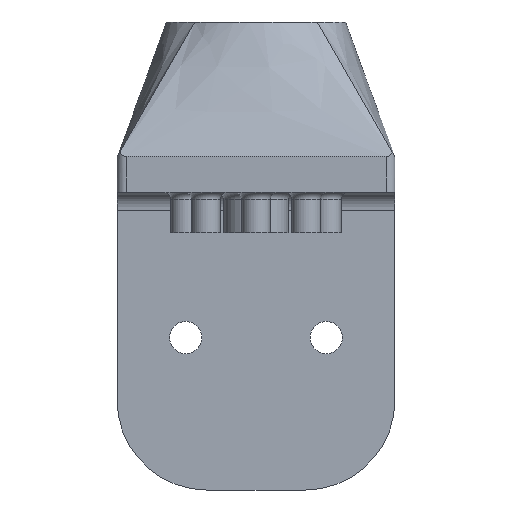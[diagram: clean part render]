
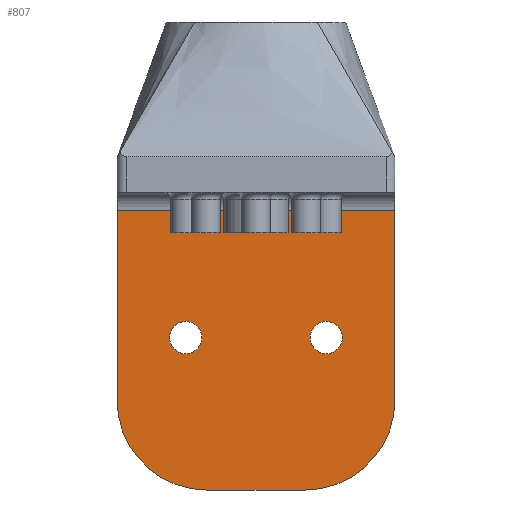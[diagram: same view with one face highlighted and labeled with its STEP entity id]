
A CAD part, left-side view. The second image highlights one B-rep face of the part: STEP entity #807.
In plain terms, the highlighted planar face has unit normal (-1, 0, 0).
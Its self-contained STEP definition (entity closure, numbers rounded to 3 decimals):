
#30=FACE_BOUND('',#254,.T.);
#31=FACE_BOUND('',#255,.T.);
#41=PLANE('',#899);
#102=LINE('',#1450,#146);
#105=LINE('',#1485,#149);
#106=LINE('',#1489,#150);
#107=LINE('',#1490,#151);
#146=VECTOR('',#1058,10.);
#149=VECTOR('',#1071,10.);
#150=VECTOR('',#1074,10.);
#151=VECTOR('',#1075,10.);
#188=FACE_OUTER_BOUND('',#253,.T.);
#253=EDGE_LOOP('',(#629,#630,#631,#632,#633,#634));
#254=EDGE_LOOP('',(#635));
#255=EDGE_LOOP('',(#636));
#324=CIRCLE('',#898,10.);
#325=CIRCLE('',#900,10.);
#326=CIRCLE('',#901,1.8);
#327=CIRCLE('',#902,1.8);
#397=VERTEX_POINT('',#1447);
#398=VERTEX_POINT('',#1449);
#400=VERTEX_POINT('',#1480);
#401=VERTEX_POINT('',#1484);
#402=VERTEX_POINT('',#1486);
#403=VERTEX_POINT('',#1488);
#404=VERTEX_POINT('',#1491);
#405=VERTEX_POINT('',#1493);
#481=EDGE_CURVE('',#398,#397,#102,.T.);
#486=EDGE_CURVE('',#400,#397,#324,.T.);
#487=EDGE_CURVE('',#401,#400,#105,.T.);
#488=EDGE_CURVE('',#402,#401,#325,.T.);
#489=EDGE_CURVE('',#403,#402,#106,.T.);
#490=EDGE_CURVE('',#398,#403,#107,.T.);
#491=EDGE_CURVE('',#404,#404,#326,.T.);
#492=EDGE_CURVE('',#405,#405,#327,.T.);
#629=ORIENTED_EDGE('',*,*,#486,.F.);
#630=ORIENTED_EDGE('',*,*,#487,.F.);
#631=ORIENTED_EDGE('',*,*,#488,.F.);
#632=ORIENTED_EDGE('',*,*,#489,.F.);
#633=ORIENTED_EDGE('',*,*,#490,.F.);
#634=ORIENTED_EDGE('',*,*,#481,.T.);
#635=ORIENTED_EDGE('',*,*,#491,.T.);
#636=ORIENTED_EDGE('',*,*,#492,.T.);
#807=ADVANCED_FACE('',(#188,#30,#31),#41,.T.);
#898=AXIS2_PLACEMENT_3D('',#1482,#1067,#1068);
#899=AXIS2_PLACEMENT_3D('',#1483,#1069,#1070);
#900=AXIS2_PLACEMENT_3D('',#1487,#1072,#1073);
#901=AXIS2_PLACEMENT_3D('',#1492,#1076,#1077);
#902=AXIS2_PLACEMENT_3D('',#1494,#1078,#1079);
#1058=DIRECTION('',(0.,0.,-1.));
#1067=DIRECTION('center_axis',(1.,0.,0.));
#1068=DIRECTION('ref_axis',(0.,0.707,-0.707));
#1069=DIRECTION('center_axis',(-1.,0.,0.));
#1070=DIRECTION('ref_axis',(0.,1.,0.));
#1071=DIRECTION('',(0.,1.,0.));
#1072=DIRECTION('center_axis',(1.,0.,0.));
#1073=DIRECTION('ref_axis',(0.,-0.707,-0.707));
#1074=DIRECTION('',(0.,0.,-1.));
#1075=DIRECTION('',(0.,-1.,0.));
#1076=DIRECTION('center_axis',(1.,0.,0.));
#1077=DIRECTION('ref_axis',(0.,1.,0.));
#1078=DIRECTION('center_axis',(1.,0.,0.));
#1079=DIRECTION('ref_axis',(0.,1.,0.));
#1447=CARTESIAN_POINT('',(124.511,230.157,40.8));
#1449=CARTESIAN_POINT('',(124.511,230.157,62.));
#1450=CARTESIAN_POINT('',(124.511,230.157,64.));
#1480=CARTESIAN_POINT('',(124.511,220.157,30.8));
#1482=CARTESIAN_POINT('Origin',(124.511,220.157,40.8));
#1483=CARTESIAN_POINT('Origin',(124.511,199.157,64.));
#1484=CARTESIAN_POINT('',(124.511,209.157,30.8));
#1485=CARTESIAN_POINT('',(124.511,199.157,30.8));
#1486=CARTESIAN_POINT('',(124.511,199.157,40.8));
#1487=CARTESIAN_POINT('Origin',(124.511,209.157,40.8));
#1488=CARTESIAN_POINT('',(124.511,199.157,62.));
#1489=CARTESIAN_POINT('',(124.511,199.157,64.));
#1490=CARTESIAN_POINT('',(124.511,206.907,62.));
#1491=CARTESIAN_POINT('',(124.511,205.019,47.802));
#1492=CARTESIAN_POINT('Origin',(124.511,206.819,47.802));
#1493=CARTESIAN_POINT('',(124.511,220.694,47.802));
#1494=CARTESIAN_POINT('Origin',(124.511,222.494,47.802));
